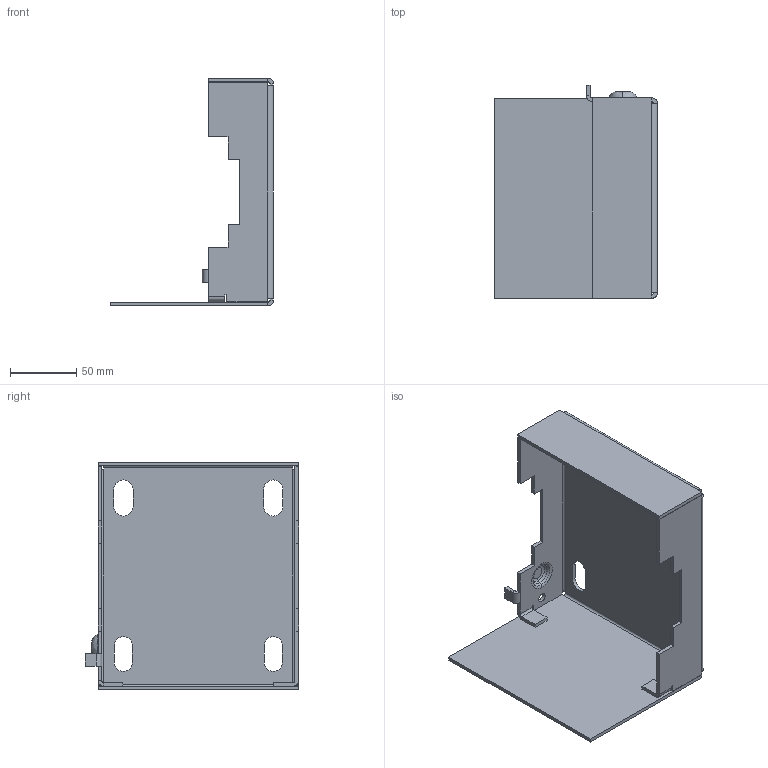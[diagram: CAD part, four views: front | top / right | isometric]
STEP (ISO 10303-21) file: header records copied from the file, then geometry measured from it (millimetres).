
FILE_DESCRIPTION((''),'2;1');
FILE_NAME('227-001332_MECHANICAL_JAWS_WELD','2017-01-17T',('BGH44976'),(''),'CREO PARAMETRIC BY PTC INC, 2015080','CREO PARAMETRIC BY PTC INC, 2015080','');
FILE_SCHEMA(('AUTOMOTIVE_DESIGN { 1 0 10303 214 1 1 1 1 }'));
Length unit declared in the file: millimetre
Products named in the file (1): 227-001332_MECHANICAL_JAWS_WELD
Bounding box: 122.44 x 160.45 x 171.45 mm (x, y, z)
Volume: 168633.8 mm3; surface area: 127198.8 mm2
Topology: 1 solids, 1 shells, 132 faces, 325 edges, 197 vertices
Faces by surface type: plane 94, cylinder 24, torus 12, bspline 2
Entity records: 4968 total; most frequent: CARTESIAN_POINT 710, DIRECTION 668, ORIENTED_EDGE 650, PRESENTATION_STYLE_ASSIGNMENT 326, STYLED_ITEM 326, CURVE_STYLE 325, EDGE_CURVE 325, VECTOR 242
